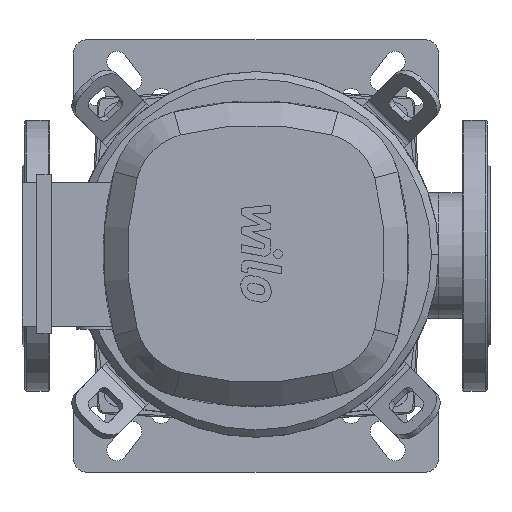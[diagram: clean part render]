
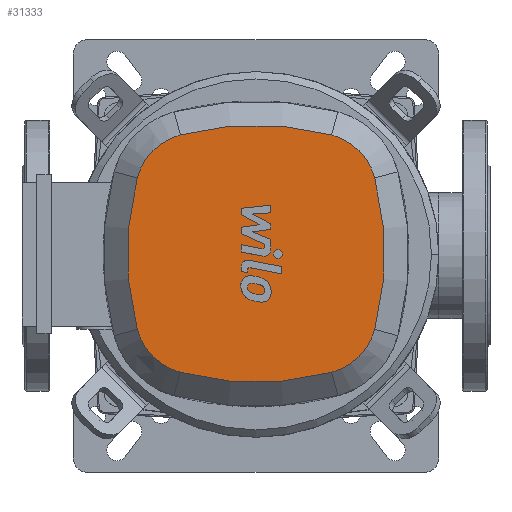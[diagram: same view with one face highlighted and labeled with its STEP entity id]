
A CAD part, top view. The second image highlights one B-rep face of the part: STEP entity #31333.
In plain terms, the highlighted planar face has unit normal (0, 0, 1).
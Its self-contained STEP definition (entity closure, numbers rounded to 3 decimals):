
#30968=CARTESIAN_POINT('',(-81.201,-51.757,927.0));
#30969=VERTEX_POINT('',#30968);
#30987=CARTESIAN_POINT('',(-51.757,-81.201,927.0));
#30988=VERTEX_POINT('',#30987);
#30995=CARTESIAN_POINT('',(-41.012,-41.012,927.0));
#30996=DIRECTION('',(0.0,0.0,-1.0));
#30997=DIRECTION('',(0.0,-1.0,0.0));
#30998=AXIS2_PLACEMENT_3D('',#30995,#30996,#30997);
#30999=CIRCLE('',#30998,41.6);
#31000=EDGE_CURVE('',#30988,#30969,#30999,.T.);
#31010=CARTESIAN_POINT('',(-81.201,51.757,927.0));
#31011=VERTEX_POINT('',#31010);
#31028=CARTESIAN_POINT('',(112.387,0.,927.0));
#31029=DIRECTION('',(0.0,0.0,-1.0));
#31030=DIRECTION('',(-0.966,0.258,0.0));
#31031=AXIS2_PLACEMENT_3D('',#31028,#31029,#31030);
#31032=CIRCLE('',#31031,200.387);
#31033=EDGE_CURVE('',#30969,#31011,#31032,.T.);
#31045=CARTESIAN_POINT('',(51.757,-81.201,927.0));
#31046=VERTEX_POINT('',#31045);
#31053=CARTESIAN_POINT('',(0.,112.387,927.0));
#31054=DIRECTION('',(0.0,0.0,-1.0));
#31055=DIRECTION('',(-0.258,-0.966,0.0));
#31056=AXIS2_PLACEMENT_3D('',#31053,#31054,#31055);
#31057=CIRCLE('',#31056,200.387);
#31058=EDGE_CURVE('',#31046,#30988,#31057,.T.);
#31076=CARTESIAN_POINT('',(-51.757,81.201,927.0));
#31077=VERTEX_POINT('',#31076);
#31094=CARTESIAN_POINT('',(-41.012,41.012,927.0));
#31095=DIRECTION('',(0.0,0.0,-1.0));
#31096=DIRECTION('',(-1.0,0.0,0.0));
#31097=AXIS2_PLACEMENT_3D('',#31094,#31095,#31096);
#31098=CIRCLE('',#31097,41.6);
#31099=EDGE_CURVE('',#31011,#31077,#31098,.T.);
#31111=CARTESIAN_POINT('',(81.201,-51.757,927.0));
#31112=VERTEX_POINT('',#31111);
#31119=CARTESIAN_POINT('',(41.012,-41.012,927.0));
#31120=DIRECTION('',(0.0,0.0,-1.0));
#31121=DIRECTION('',(1.0,0.0,0.0));
#31122=AXIS2_PLACEMENT_3D('',#31119,#31120,#31121);
#31123=CIRCLE('',#31122,41.6);
#31124=EDGE_CURVE('',#31112,#31046,#31123,.T.);
#31142=CARTESIAN_POINT('',(51.757,81.201,927.0));
#31143=VERTEX_POINT('',#31142);
#31160=CARTESIAN_POINT('',(0.,-112.387,927.0));
#31161=DIRECTION('',(0.0,0.0,-1.0));
#31162=DIRECTION('',(0.258,0.966,0.0));
#31163=AXIS2_PLACEMENT_3D('',#31160,#31161,#31162);
#31164=CIRCLE('',#31163,200.387);
#31165=EDGE_CURVE('',#31077,#31143,#31164,.T.);
#31177=CARTESIAN_POINT('',(81.201,51.757,927.0));
#31178=VERTEX_POINT('',#31177);
#31185=CARTESIAN_POINT('',(-112.387,0.,927.0));
#31186=DIRECTION('',(0.0,0.0,-1.0));
#31187=DIRECTION('',(0.966,-0.258,0.0));
#31188=AXIS2_PLACEMENT_3D('',#31185,#31186,#31187);
#31189=CIRCLE('',#31188,200.387);
#31190=EDGE_CURVE('',#31178,#31112,#31189,.T.);
#31209=CARTESIAN_POINT('',(41.012,41.012,927.0));
#31210=DIRECTION('',(0.0,0.0,-1.0));
#31211=DIRECTION('',(0.0,1.0,0.0));
#31212=AXIS2_PLACEMENT_3D('',#31209,#31210,#31211);
#31213=CIRCLE('',#31212,41.6);
#31214=EDGE_CURVE('',#31143,#31178,#31213,.T.);
#31318=CARTESIAN_POINT('',(90.191,0.,927.0));
#31319=DIRECTION('',(0.0,0.0,1.0));
#31320=DIRECTION('',(-1.0,0.0,0.0));
#31321=AXIS2_PLACEMENT_3D('',#31318,#31319,#31320);
#31322=PLANE('',#31321);
#31323=ORIENTED_EDGE('',*,*,#31000,.F.);
#31324=ORIENTED_EDGE('',*,*,#31058,.F.);
#31325=ORIENTED_EDGE('',*,*,#31124,.F.);
#31326=ORIENTED_EDGE('',*,*,#31190,.F.);
#31327=ORIENTED_EDGE('',*,*,#31214,.F.);
#31328=ORIENTED_EDGE('',*,*,#31165,.F.);
#31329=ORIENTED_EDGE('',*,*,#31099,.F.);
#31330=ORIENTED_EDGE('',*,*,#31033,.F.);
#31331=EDGE_LOOP('',(#31323,#31324,#31325,#31326,#31327,#31328,#31329,#31330));
#31332=FACE_OUTER_BOUND('',#31331,.T.);
#31333=ADVANCED_FACE('',(#31332),#31322,.T.);
